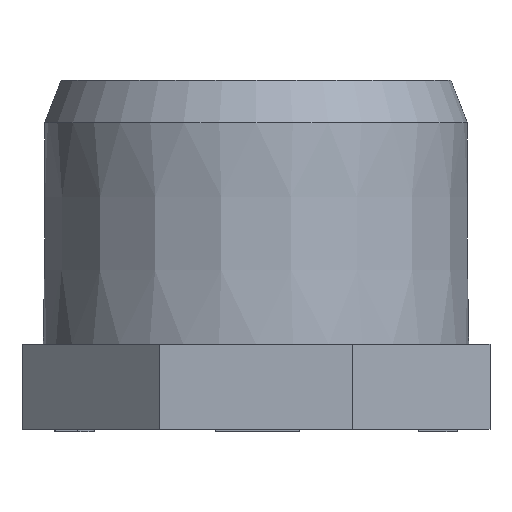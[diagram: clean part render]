
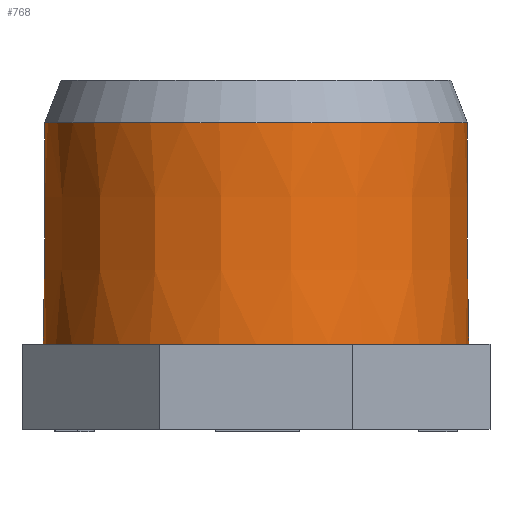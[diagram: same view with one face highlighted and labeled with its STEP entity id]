
A CAD part, left-side view. The second image highlights one B-rep face of the part: STEP entity #768.
In plain terms, the highlighted conical face has half-angle 0.37 degrees and reference radius 24.8 mm.
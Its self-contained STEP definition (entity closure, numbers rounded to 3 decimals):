
#64=CONICAL_SURFACE('',#2503,24.8,0.37);
#768=ADVANCED_FACE('',(#1026,#1027),#64,.T.);
#1026=FACE_BOUND('',#1073,.T.);
#1027=FACE_BOUND('',#1074,.T.);
#1073=EDGE_LOOP('',(#1399));
#1074=EDGE_LOOP('',(#1400));
#1399=ORIENTED_EDGE('',*,*,#2256,.F.);
#1400=ORIENTED_EDGE('',*,*,#2264,.T.);
#2029=VERTEX_POINT('',#3654);
#2035=VERTEX_POINT('',#3671);
#2256=EDGE_CURVE('',#2029,#2029,#2477,.T.);
#2264=EDGE_CURVE('',#2035,#2035,#2480,.T.);
#2477=CIRCLE('',#2495,24.832);
#2480=CIRCLE('',#2501,25.);
#2495=AXIS2_PLACEMENT_3D('',#3653,#2726,#2727);
#2501=AXIS2_PLACEMENT_3D('',#3670,#2743,#2744);
#2503=AXIS2_PLACEMENT_3D('',#3673,#2747,#2748);
#2726=DIRECTION('',(0.,0.,1.));
#2727=DIRECTION('',(1.,0.,0.));
#2743=DIRECTION('',(0.,0.,1.));
#2744=DIRECTION('',(1.,0.,0.));
#2747=DIRECTION('',(0.,0.,-1.));
#2748=DIRECTION('',(-1.,0.,0.));
#3653=CARTESIAN_POINT('',(152.,-185.,26.));
#3654=CARTESIAN_POINT('',(176.832,-185.,26.));
#3670=CARTESIAN_POINT('',(152.,-185.,0.));
#3671=CARTESIAN_POINT('',(177.,-185.,0.));
#3673=CARTESIAN_POINT('',(152.,-185.,31.));
